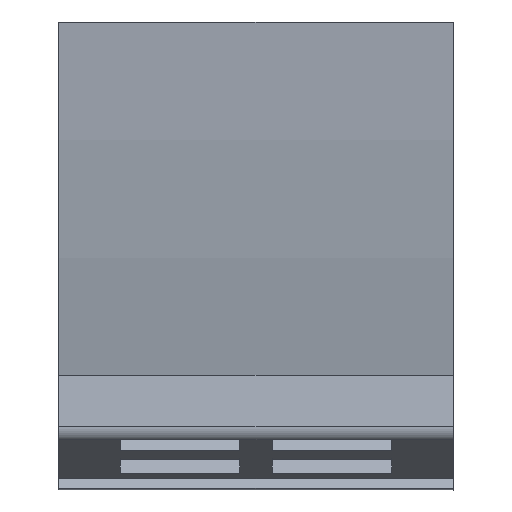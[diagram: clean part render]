
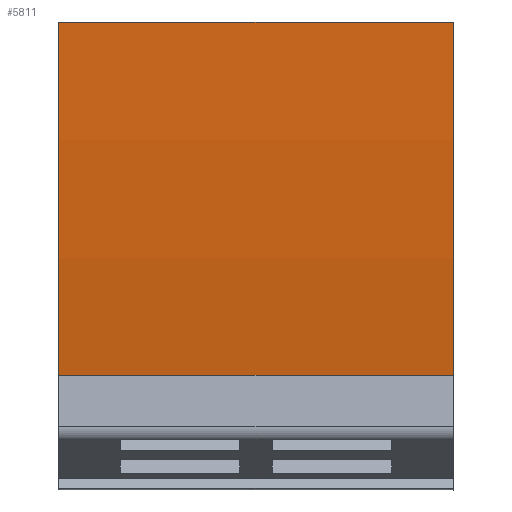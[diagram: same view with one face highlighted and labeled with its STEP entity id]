
A CAD part, top view. The second image highlights one B-rep face of the part: STEP entity #5811.
In plain terms, the highlighted cylindrical face has radius 170 mm (diameter 340 mm), a partial arc.
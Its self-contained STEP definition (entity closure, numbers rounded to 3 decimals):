
#5784=AXIS2_PLACEMENT_3D('Cylinder Axis2P3D',#5781,#5782,#5783) ;
#5788=AXIS2_PLACEMENT_3D('Circle Axis2P3D',#5786,#5787,$) ;
#5795=AXIS2_PLACEMENT_3D('Circle Axis2P3D',#5793,#5794,$) ;
#5684=CARTESIAN_POINT('Line Origine',(15.05,8.741,52.167)) ;
#5688=CARTESIAN_POINT('Vertex',(0.,8.741,52.167)) ;
#5690=CARTESIAN_POINT('Vertex',(30.1,8.741,52.167)) ;
#5781=CARTESIAN_POINT('Axis2P3D Location',(23.235,40.711,-114.8)) ;
#5786=CARTESIAN_POINT('Axis2P3D Location',(0.,40.711,-114.8)) ;
#5790=CARTESIAN_POINT('Vertex',(0.,35.711,55.126)) ;
#5793=CARTESIAN_POINT('Axis2P3D Location',(30.1,40.711,-114.8)) ;
#5797=CARTESIAN_POINT('Vertex',(30.1,35.711,55.126)) ;
#5800=CARTESIAN_POINT('Line Origine',(23.235,35.711,55.126)) ;
#5685=DIRECTION('Vector Direction',(1.,0.,0.)) ;
#5782=DIRECTION('Axis2P3D Direction',(1.,0.,0.)) ;
#5783=DIRECTION('Axis2P3D XDirection',(0.,-0.029,1.)) ;
#5787=DIRECTION('Axis2P3D Direction',(1.,0.,0.)) ;
#5794=DIRECTION('Axis2P3D Direction',(1.,0.,0.)) ;
#5801=DIRECTION('Vector Direction',(1.,0.,0.)) ;
#5686=VECTOR('Line Direction',#5685,1.) ;
#5802=VECTOR('Line Direction',#5801,1.) ;
#5806=ORIENTED_EDGE('',*,*,#5792,.F.) ;
#5807=ORIENTED_EDGE('',*,*,#5692,.T.) ;
#5808=ORIENTED_EDGE('',*,*,#5799,.T.) ;
#5809=ORIENTED_EDGE('',*,*,#5804,.T.) ;
#5811=ADVANCED_FACE('Koerper.2',(#5810),#5785,.T.) ;
#5789=CIRCLE('generated circle',#5788,170.) ;
#5796=CIRCLE('generated circle',#5795,170.) ;
#5785=CYLINDRICAL_SURFACE('generated cylinder',#5784,170.) ;
#5692=EDGE_CURVE('',#5689,#5691,#5687,.T.) ;
#5792=EDGE_CURVE('',#5689,#5791,#5789,.F.) ;
#5799=EDGE_CURVE('',#5691,#5798,#5796,.F.) ;
#5804=EDGE_CURVE('',#5798,#5791,#5803,.F.) ;
#5805=EDGE_LOOP('',(#5806,#5807,#5808,#5809)) ;
#5810=FACE_OUTER_BOUND('',#5805,.T.) ;
#5687=LINE('Line',#5684,#5686) ;
#5803=LINE('Line',#5800,#5802) ;
#5689=VERTEX_POINT('',#5688) ;
#5691=VERTEX_POINT('',#5690) ;
#5791=VERTEX_POINT('',#5790) ;
#5798=VERTEX_POINT('',#5797) ;
